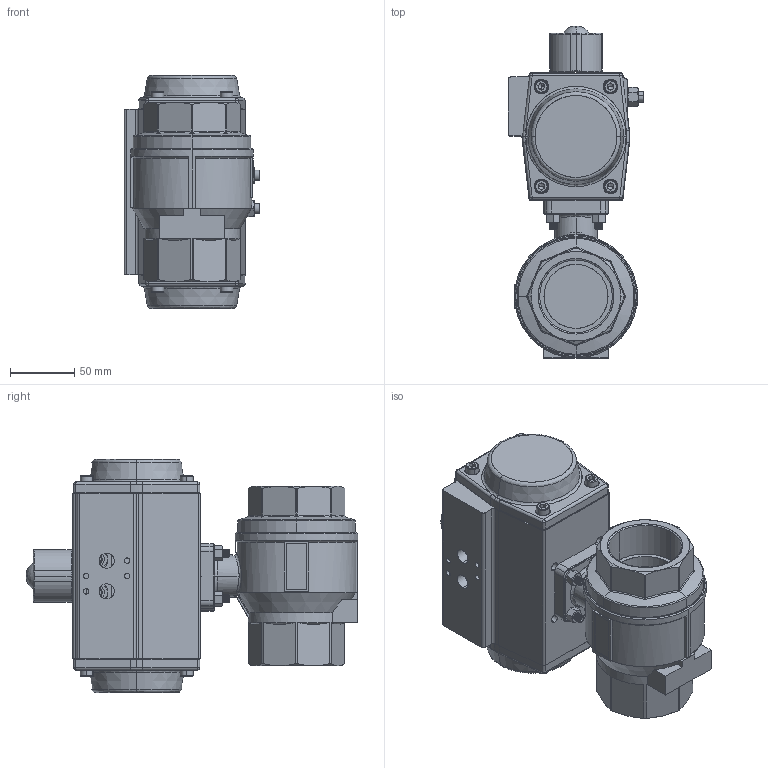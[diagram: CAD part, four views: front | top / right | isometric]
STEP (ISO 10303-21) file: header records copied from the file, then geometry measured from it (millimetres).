
FILE_DESCRIPTION (( 'STEP AP214' ), '1' );
FILE_NAME ('PK02_DN50_einfachwirkend (PK02010008).STEP', '2022-01-20T09:18:18', ( '' ), ( '' ), 'SwSTEP 2.0', 'SolidWorks 2021', '' );
FILE_SCHEMA (( 'AUTOMOTIVE_DESIGN' ));
Length unit declared in the file: metre
Products named in the file (1): PK02_DN50_einfachwirkend (PK02010008)
Bounding box: 106 x 259.15 x 182 mm (x, y, z)
Surface area: 186784.7 mm2 (no closed solid volume)
Topology: 0 solids, 719 shells, 965 faces, 4249 edges, 3963 vertices
Faces by surface type: plane 327, cylinder 274, cone 211, bspline 151, sphere 2
Entity records: 77857 total; most frequent: CARTESIAN_POINT 35300, DIRECTION 6077, ORIENTED_EDGE 4730, EDGE_CURVE 4221, VERTEX_POINT 3963, AXIS2_PLACEMENT_3D 2075, VECTOR 1927, LINE 1927
